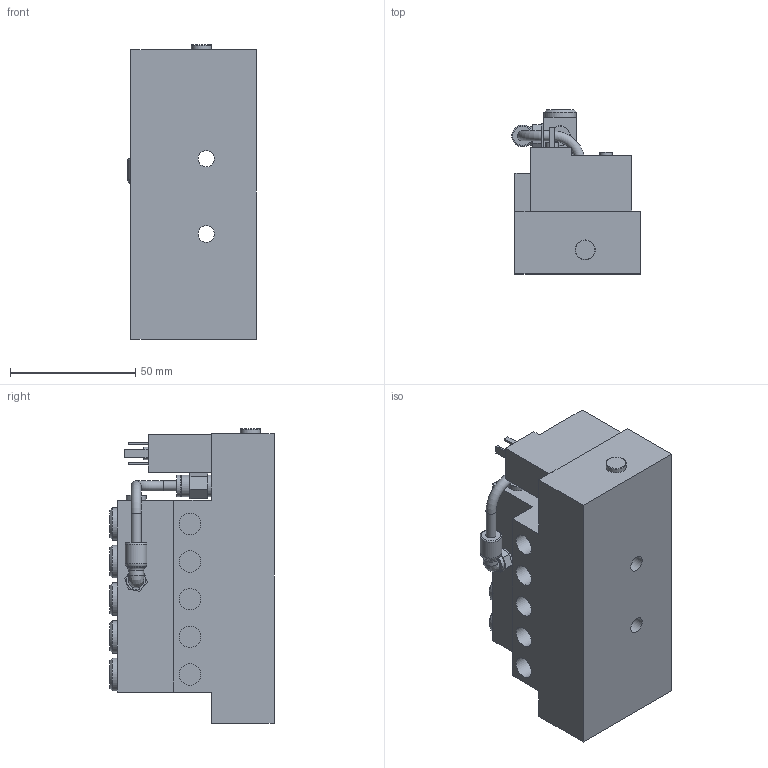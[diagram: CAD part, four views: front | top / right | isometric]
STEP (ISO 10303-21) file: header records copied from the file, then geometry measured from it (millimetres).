
FILE_DESCRIPTION(/* description */ ('AVAC Multicircuit'),/* implementation_level */ '2;1');
FILE_NAME(/* name */ '110 010 15 MSB.stp',/* time_stamp */ '2019-03-28T08:57:19+01:00',/* author */ ('Lars'),/* organization */ ('AVAC Vakuumteknik AB'),/* preprocessor_version */ 'ST-DEVELOPER v17',/* originating_system */ 'Autodesk Inventor 2018',/* authorisation */ '');
FILE_SCHEMA (('AUTOMOTIVE_DESIGN { 1 0 10303 214 3 1 1 }'));
Length unit declared in the file: millimetre
Products named in the file (1): Multikretssolid med extra allt
Bounding box: 51.35 x 65.4 x 117.5 mm (x, y, z)
Volume: 203728.7 mm3; surface area: 36074.2 mm2
Topology: 1 solids, 1 shells, 163 faces, 375 edges, 243 vertices
Faces by surface type: plane 114, cylinder 34, torus 7, cone 7, bspline 1
Full cylindrical faces by diameter (mm): 3 x1, 4 x3, 5 x2, 6 x2, 6.5 x2, 7.5 x2, 8 x2, 8.5 x3, 8.6 x6, 8.7 x1, 10.5 x2, 13 x5, 15 x2
Entity records: 4756 total; most frequent: CARTESIAN_POINT 809, DIRECTION 804, ORIENTED_EDGE 744, EDGE_CURVE 372, AXIS2_PLACEMENT_3D 271, LINE 262, VECTOR 262, VERTEX_POINT 243
